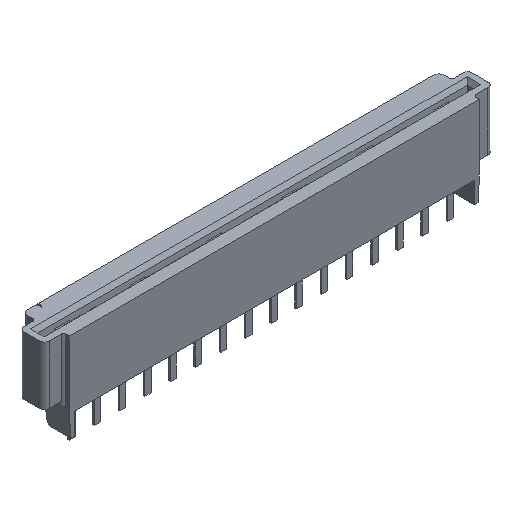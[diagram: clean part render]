
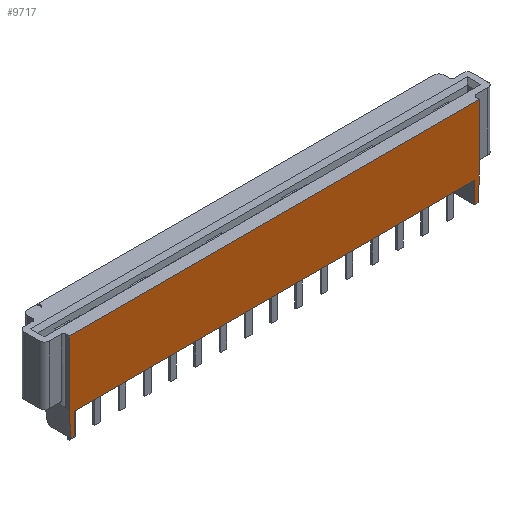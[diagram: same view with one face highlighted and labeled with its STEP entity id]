
A CAD part, isometric view. The second image highlights one B-rep face of the part: STEP entity #9717.
In plain terms, the highlighted planar face has unit normal (0, -1, 0).
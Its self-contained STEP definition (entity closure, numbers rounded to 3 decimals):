
#92=DIRECTION('',(1.,0.,0.));
#93=VECTOR('',#92,41.275);
#94=CARTESIAN_POINT('',(-20.638,-2.388,0.));
#95=LINE('',#94,#93);
#512=DIRECTION('',(1.,0.,0.));
#513=VECTOR('',#512,40.259);
#514=CARTESIAN_POINT('',(-20.13,-2.388,-6.807));
#515=LINE('',#514,#513);
#516=DIRECTION('',(-0.05,0.,0.999));
#517=VECTOR('',#516,2.543);
#518=CARTESIAN_POINT('',(-20.511,-2.388,-8.966));
#519=LINE('',#518,#517);
#520=DIRECTION('',(0.,0.,1.));
#521=VECTOR('',#520,6.426);
#522=CARTESIAN_POINT('',(-20.638,-2.388,-6.426));
#523=LINE('',#522,#521);
#524=DIRECTION('',(0.,0.,-1.));
#525=VECTOR('',#524,6.426);
#526=CARTESIAN_POINT('',(20.638,-2.388,0.));
#527=LINE('',#526,#525);
#528=DIRECTION('',(-0.05,0.,-0.999));
#529=VECTOR('',#528,2.543);
#530=CARTESIAN_POINT('',(20.638,-2.388,-6.426));
#531=LINE('',#530,#529);
#536=DIRECTION('',(0.,0.,-1.));
#537=VECTOR('',#536,2.159);
#538=CARTESIAN_POINT('',(20.13,-2.388,-6.807));
#539=LINE('',#538,#537);
#557=DIRECTION('',(1.,0.,0.));
#558=VECTOR('',#557,0.381);
#559=CARTESIAN_POINT('',(20.13,-2.388,-8.966));
#560=LINE('',#559,#558);
#840=DIRECTION('',(0.,0.,-1.));
#841=VECTOR('',#840,2.159);
#842=CARTESIAN_POINT('',(-20.13,-2.388,-6.807));
#843=LINE('',#842,#841);
#862=DIRECTION('',(1.,0.,0.));
#863=VECTOR('',#862,0.381);
#864=CARTESIAN_POINT('',(-20.511,-2.388,-8.966));
#865=LINE('',#864,#863);
#7518=CARTESIAN_POINT('',(20.13,-2.388,-8.966));
#7520=VERTEX_POINT('',#7518);
#7523=CARTESIAN_POINT('',(-20.638,-2.388,0.));
#7524=VERTEX_POINT('',#7523);
#7525=CARTESIAN_POINT('',(20.638,-2.388,0.));
#7526=VERTEX_POINT('',#7525);
#7527=CARTESIAN_POINT('',(-20.13,-2.388,-8.966));
#7529=VERTEX_POINT('',#7527);
#7565=CARTESIAN_POINT('',(20.511,-2.388,-8.966));
#7567=VERTEX_POINT('',#7565);
#7570=CARTESIAN_POINT('',(20.638,-2.388,-6.426));
#7571=VERTEX_POINT('',#7570);
#7572=CARTESIAN_POINT('',(-20.511,-2.388,-8.966));
#7573=CARTESIAN_POINT('',(-20.638,-2.388,-6.426));
#7574=VERTEX_POINT('',#7572);
#7575=VERTEX_POINT('',#7573);
#7579=CARTESIAN_POINT('',(20.13,-2.388,-6.807));
#7580=VERTEX_POINT('',#7579);
#7581=CARTESIAN_POINT('',(-20.13,-2.388,-6.807));
#7582=VERTEX_POINT('',#7581);
#9694=CARTESIAN_POINT('',(-20.638,-2.388,0.));
#9695=DIRECTION('',(0.,-1.,0.));
#9696=DIRECTION('',(1.,0.,0.));
#9697=AXIS2_PLACEMENT_3D('',#9694,#9695,#9696);
#9698=PLANE('',#9697);
#9700=ORIENTED_EDGE('',*,*,#9699,.F.);
#9701=ORIENTED_EDGE('',*,*,#9462,.F.);
#9703=ORIENTED_EDGE('',*,*,#9702,.T.);
#9705=ORIENTED_EDGE('',*,*,#9704,.F.);
#9706=ORIENTED_EDGE('',*,*,#9672,.T.);
#9707=ORIENTED_EDGE('',*,*,#9689,.T.);
#9708=ORIENTED_EDGE('',*,*,#9321,.T.);
#9710=ORIENTED_EDGE('',*,*,#9709,.T.);
#9712=ORIENTED_EDGE('',*,*,#9711,.T.);
#9714=ORIENTED_EDGE('',*,*,#9713,.F.);
#9715=EDGE_LOOP('',(#9700,#9701,#9703,#9705,#9706,#9707,#9708,#9710,#9712,
#9714));
#9716=FACE_OUTER_BOUND('',#9715,.F.);
#9321=EDGE_CURVE('',#7524,#7526,#95,.T.);
#9462=EDGE_CURVE('',#7582,#7580,#515,.T.);
#9672=EDGE_CURVE('',#7574,#7575,#519,.T.);
#9689=EDGE_CURVE('',#7575,#7524,#523,.T.);
#9699=EDGE_CURVE('',#7580,#7520,#539,.T.);
#9702=EDGE_CURVE('',#7582,#7529,#843,.T.);
#9704=EDGE_CURVE('',#7574,#7529,#865,.T.);
#9709=EDGE_CURVE('',#7526,#7571,#527,.T.);
#9711=EDGE_CURVE('',#7571,#7567,#531,.T.);
#9713=EDGE_CURVE('',#7520,#7567,#560,.T.);
#9717=ADVANCED_FACE('',(#9716),#9698,.T.);
